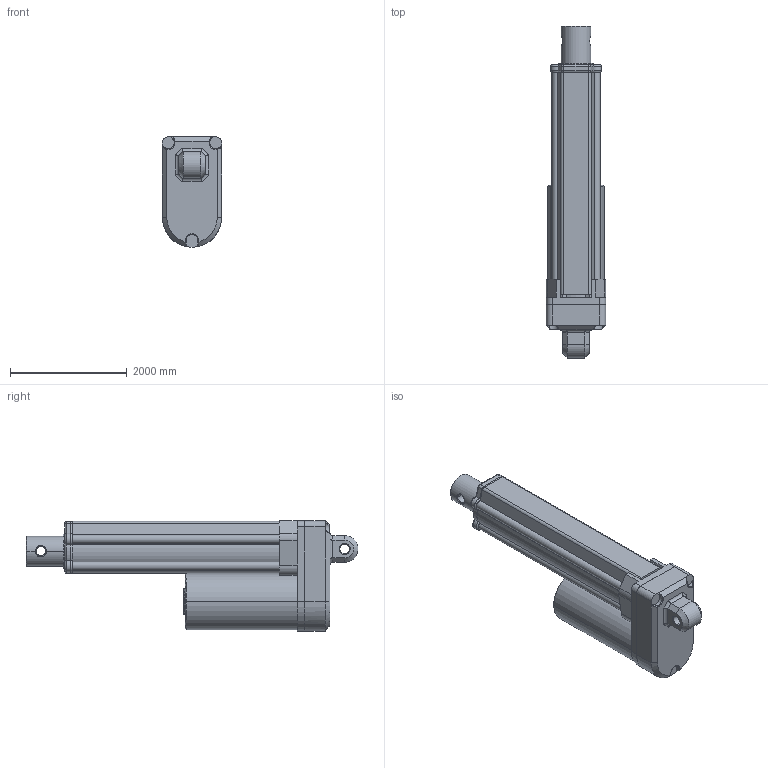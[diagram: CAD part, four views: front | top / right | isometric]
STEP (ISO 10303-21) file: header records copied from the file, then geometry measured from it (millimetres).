
FILE_DESCRIPTION((''),'2;1');
FILE_NAME('HF-TGA-E-100_ASM','2022-03-18T',('Administrator'),(''),'PRO/ENGINEER BY PARAMETRIC TECHNOLOGY CORPORATION, 2008380','PRO/ENGINEER BY PARAMETRIC TECHNOLOGY CORPORATION, 2008380','');
FILE_SCHEMA(('CONFIG_CONTROL_DESIGN'));
Length unit declared in the file: inch
Products named in the file (7): TGA-E-BOTTOM; HF-TGA-E-UP; HF-TGA-EWAIKE; MOTOR; HF-TGA-EFENGTOU; HF-TGA-EDINGUAN; HF-TGA-E-100_ASM
Assembly tree (6 placements, depth 2):
  HF-TGA-E-100_ASM
    TGA-E-BOTTOM
    HF-TGA-E-UP
    HF-TGA-EWAIKE
    MOTOR
    HF-TGA-EFENGTOU
    HF-TGA-EDINGUAN
Bounding box: 1019.67 x 5689.45 x 1892.31 mm (x, y, z)
Volume: 3961618885.4 mm3; surface area: 53539482.8 mm2
Topology: 6 solids, 6 shells, 206 faces, 508 edges, 316 vertices
Faces by surface type: cylinder 80, plane 75, torus 19, bspline 18, cone 14
Entity records: 7262 total; most frequent: CARTESIAN_POINT 2270, DIRECTION 1019, ORIENTED_EDGE 1016, EDGE_CURVE 508, AXIS2_PLACEMENT_3D 384, VERTEX_POINT 316, VECTOR 251, LINE 251
